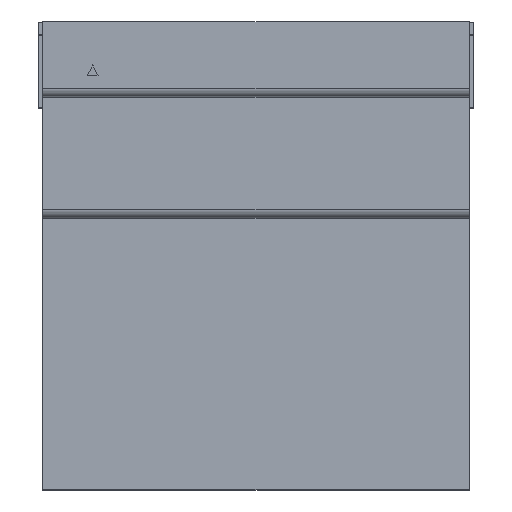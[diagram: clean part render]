
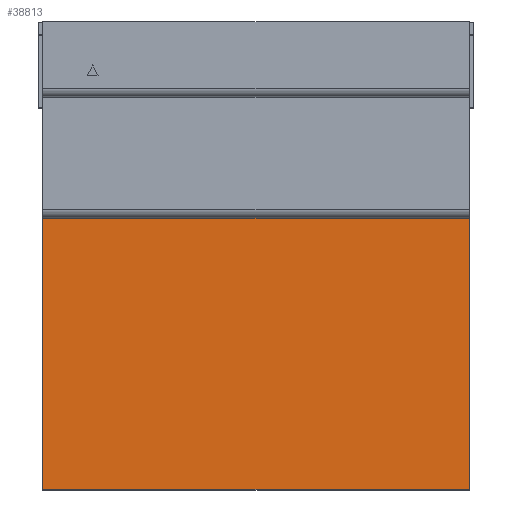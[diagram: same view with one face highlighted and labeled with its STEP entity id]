
A CAD part, top view. The second image highlights one B-rep face of the part: STEP entity #38813.
In plain terms, the highlighted planar face has unit normal (0, 0, 1).
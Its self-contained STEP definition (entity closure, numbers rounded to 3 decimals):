
#85 = EDGE_LOOP ( 'NONE', ( #45366, #45634, #24125, #1584 ) ) ;
#426 = CARTESIAN_POINT ( 'NONE',  ( 19.88, 0., 20.4 ) ) ;
#1584 = ORIENTED_EDGE ( 'NONE', *, *, #41157, .T. ) ;
#3159 = DIRECTION ( 'NONE',  ( 0., -1., 0. ) ) ;
#6830 = CARTESIAN_POINT ( 'NONE',  ( 19.88, 12.65, 20.4 ) ) ;
#9447 = CARTESIAN_POINT ( 'NONE',  ( 0., 12.65, 20.4 ) ) ;
#10083 = PLANE ( 'NONE',  #36342 ) ;
#12295 = VECTOR ( 'NONE', #18879, 1000. ) ;
#12311 = VECTOR ( 'NONE', #20201, 1000. ) ;
#15346 = CARTESIAN_POINT ( 'NONE',  ( 19.88, 12.65, 20.4 ) ) ;
#16340 = DIRECTION ( 'NONE',  ( -1., 0., 0. ) ) ;
#18834 = VERTEX_POINT ( 'NONE', #40372 ) ;
#18879 = DIRECTION ( 'NONE',  ( -1., 0., 0. ) ) ;
#19891 = CARTESIAN_POINT ( 'NONE',  ( 0., 12.65, 20.4 ) ) ;
#20201 = DIRECTION ( 'NONE',  ( 0., -1., 0. ) ) ;
#21109 = DIRECTION ( 'NONE',  ( 0., 0., -1. ) ) ;
#21306 = CARTESIAN_POINT ( 'NONE',  ( 19.88, 12.65, 20.4 ) ) ;
#24125 = ORIENTED_EDGE ( 'NONE', *, *, #30547, .F. ) ;
#24602 = VERTEX_POINT ( 'NONE', #35204 ) ;
#26868 = EDGE_CURVE ( 'NONE', #18834, #24602, #46424, .T. ) ;
#28136 = VERTEX_POINT ( 'NONE', #19891 ) ;
#30547 = EDGE_CURVE ( 'NONE', #30878, #18834, #34462, .T. ) ;
#30878 = VERTEX_POINT ( 'NONE', #21306 ) ;
#30951 = VECTOR ( 'NONE', #16340, 1000. ) ;
#31276 = LINE ( 'NONE', #9447, #12311 ) ;
#31656 = LINE ( 'NONE', #43414, #30951 ) ;
#34462 = LINE ( 'NONE', #15346, #35870 ) ;
#35204 = CARTESIAN_POINT ( 'NONE',  ( 0., 0., 20.4 ) ) ;
#35870 = VECTOR ( 'NONE', #3159, 1000. ) ;
#36342 = AXIS2_PLACEMENT_3D ( 'NONE', #6830, #21109, #41160 ) ;
#38813 = ADVANCED_FACE ( 'NONE', ( #44182 ), #10083, .F. ) ;
#39019 = EDGE_CURVE ( 'NONE', #28136, #24602, #31276, .T. ) ;
#40372 = CARTESIAN_POINT ( 'NONE',  ( 19.88, 0., 20.4 ) ) ;
#41157 = EDGE_CURVE ( 'NONE', #30878, #28136, #31656, .T. ) ;
#41160 = DIRECTION ( 'NONE',  ( -1., 0., 0. ) ) ;
#43414 = CARTESIAN_POINT ( 'NONE',  ( 19.88, 12.65, 20.4 ) ) ;
#44182 = FACE_OUTER_BOUND ( 'NONE', #85, .T. ) ;
#45366 = ORIENTED_EDGE ( 'NONE', *, *, #39019, .T. ) ;
#45634 = ORIENTED_EDGE ( 'NONE', *, *, #26868, .F. ) ;
#46424 = LINE ( 'NONE', #426, #12295 ) ;
